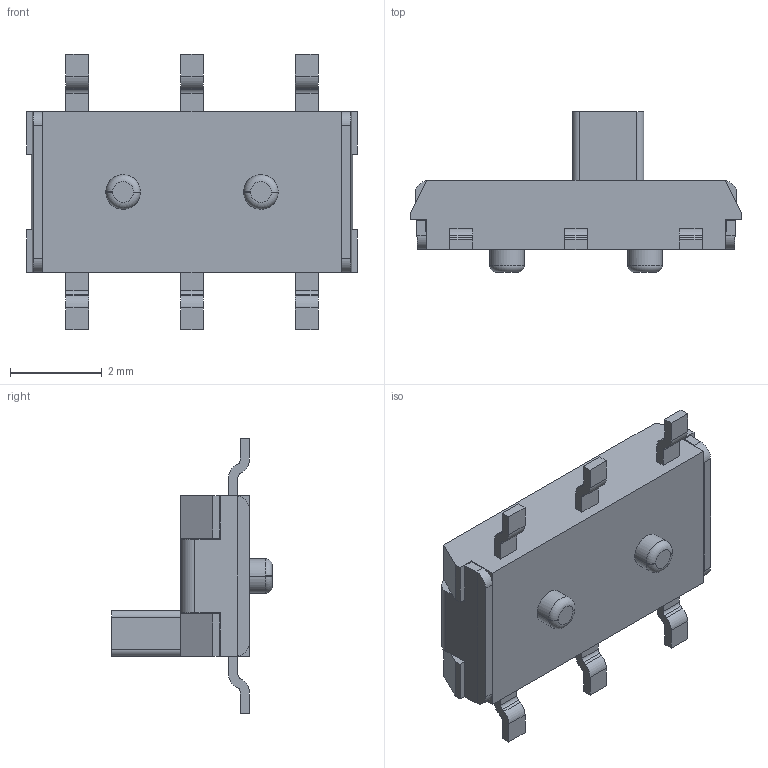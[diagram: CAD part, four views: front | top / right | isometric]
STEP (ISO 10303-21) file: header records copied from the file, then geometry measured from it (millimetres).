
FILE_DESCRIPTION(('STEP AP214'),'1');
FILE_NAME('ss-3390s-l1.stp','2021-03-12T15:07:19',('TraceParts'),('TraceParts S.A.'),'Spatial InterOp 3D',' ',' ');
FILE_SCHEMA(('AUTOMOTIVE_DESIGN { 1 0 10303 214 1 1 1 1 }'));
Length unit declared in the file: millimetre
Products named in the file (1): ss-3390s-l1
Bounding box: 7.2 x 3.5 x 6 mm (x, y, z)
Volume: 38.6 mm3; surface area: 121.6 mm2
Topology: 1 solids, 1 shells, 222 faces, 613 edges, 406 vertices
Faces by surface type: plane 156, cylinder 58, torus 8
Entity records: 7072 total; most frequent: CARTESIAN_POINT 1266, ORIENTED_EDGE 1226, DIRECTION 1187, EDGE_CURVE 613, LINE 469, VECTOR 469, VERTEX_POINT 406, AXIS2_PLACEMENT_3D 359
